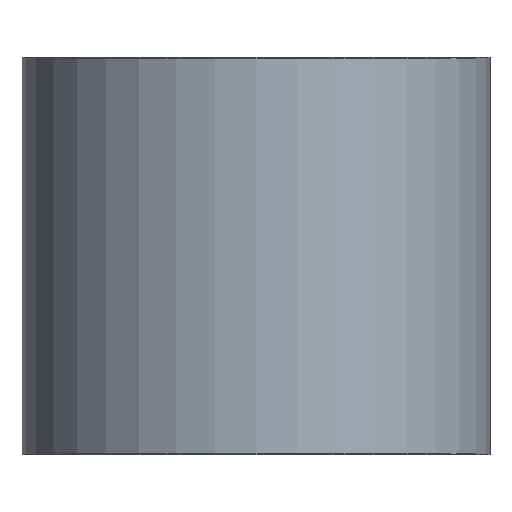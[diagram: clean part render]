
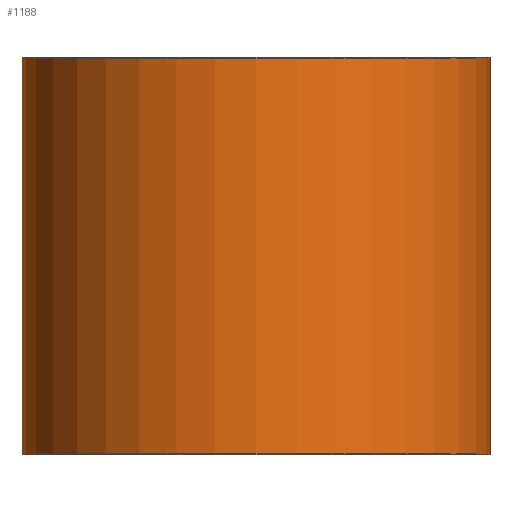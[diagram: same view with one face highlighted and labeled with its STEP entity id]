
A CAD part, front view. The second image highlights one B-rep face of the part: STEP entity #1188.
In plain terms, the highlighted cylindrical face has radius 660 mm (diameter 1320 mm), a full revolution.
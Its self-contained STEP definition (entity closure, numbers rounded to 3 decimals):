
#39 = CYLINDRICAL_SURFACE ( 'NONE', #134, 660. ) ;
#118 = EDGE_CURVE ( 'NONE', #333, #333, #205, .T. ) ;
#134 = AXIS2_PLACEMENT_3D ( 'NONE', #554, #809, #687 ) ;
#165 = DIRECTION ( 'NONE',  ( 0., 0., 1. ) ) ;
#200 = CIRCLE ( 'NONE', #910, 660. ) ;
#205 = CIRCLE ( 'NONE', #409, 660. ) ;
#281 = CARTESIAN_POINT ( 'NONE',  ( 0., 0., 0. ) ) ;
#285 = CARTESIAN_POINT ( 'NONE',  ( 0., 0., 1120. ) ) ;
#317 = FACE_OUTER_BOUND ( 'NONE', #1037, .T. ) ;
#333 = VERTEX_POINT ( 'NONE', #593 ) ;
#385 = EDGE_CURVE ( 'NONE', #1263, #1263, #200, .T. ) ;
#409 = AXIS2_PLACEMENT_3D ( 'NONE', #281, #1408, #780 ) ;
#543 = EDGE_LOOP ( 'NONE', ( #895 ) ) ;
#554 = CARTESIAN_POINT ( 'NONE',  ( 0., 0., 0. ) ) ;
#593 = CARTESIAN_POINT ( 'NONE',  ( 660., 0., 0. ) ) ;
#687 = DIRECTION ( 'NONE',  ( 1., 0., 0. ) ) ;
#711 = FACE_OUTER_BOUND ( 'NONE', #543, .T. ) ;
#713 = CARTESIAN_POINT ( 'NONE',  ( 660., 0., 1120. ) ) ;
#780 = DIRECTION ( 'NONE',  ( 1., 0., 0. ) ) ;
#809 = DIRECTION ( 'NONE',  ( 0., 0., 1. ) ) ;
#895 = ORIENTED_EDGE ( 'NONE', *, *, #118, .T. ) ;
#910 = AXIS2_PLACEMENT_3D ( 'NONE', #285, #165, #1042 ) ;
#1037 = EDGE_LOOP ( 'NONE', ( #1219 ) ) ;
#1042 = DIRECTION ( 'NONE',  ( 1., 0., 0. ) ) ;
#1188 = ADVANCED_FACE ( 'NONE', ( #711, #317 ), #39, .T. ) ;
#1219 = ORIENTED_EDGE ( 'NONE', *, *, #385, .F. ) ;
#1263 = VERTEX_POINT ( 'NONE', #713 ) ;
#1408 = DIRECTION ( 'NONE',  ( 0., 0., 1. ) ) ;
